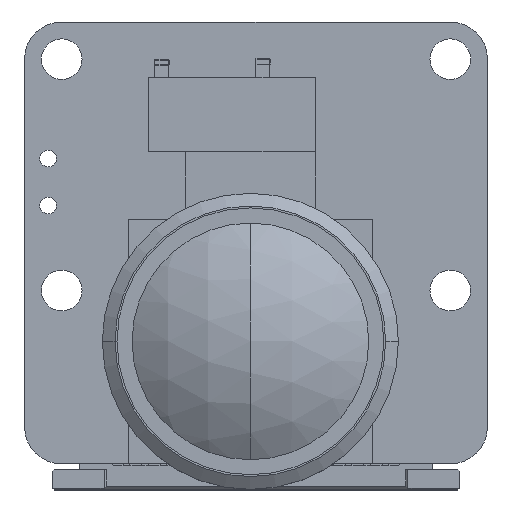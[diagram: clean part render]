
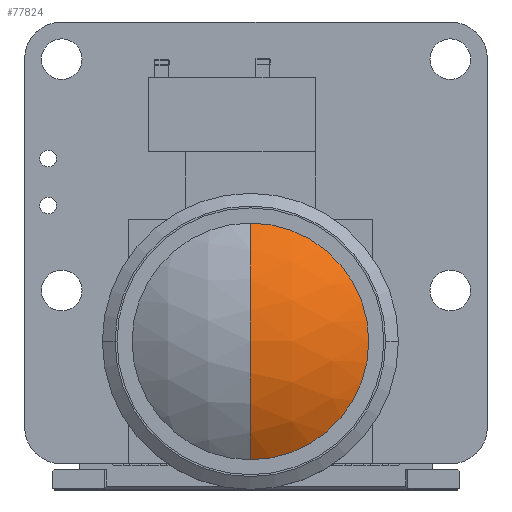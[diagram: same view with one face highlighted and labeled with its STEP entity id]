
A CAD part, top view. The second image highlights one B-rep face of the part: STEP entity #77824.
In plain terms, the highlighted spherical face has radius 10.773 mm.
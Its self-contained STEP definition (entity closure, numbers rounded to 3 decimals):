
#497 = DIRECTION ( 'NONE',  ( -1., 0., 0. ) ) ;
#912 = DIRECTION ( 'NONE',  ( 1., 0., 0. ) ) ;
#3999 = CARTESIAN_POINT ( 'NONE',  ( 12.198, -10.88, 13.493 ) ) ;
#7772 = ORIENTED_EDGE ( 'NONE', *, *, #99346, .T. ) ;
#8509 = AXIS2_PLACEMENT_3D ( 'NONE', #94348, #76998, #31412 ) ;
#8633 = CARTESIAN_POINT ( 'NONE',  ( 12.198, -17.275, 4.824 ) ) ;
#14958 = CARTESIAN_POINT ( 'NONE',  ( 12.198, -23.669, 13.493 ) ) ;
#15541 = ORIENTED_EDGE ( 'NONE', *, *, #91159, .F. ) ;
#17053 = DIRECTION ( 'NONE',  ( 0., -1., 0. ) ) ;
#18211 = FACE_OUTER_BOUND ( 'NONE', #27502, .T. ) ;
#24156 = AXIS2_PLACEMENT_3D ( 'NONE', #27649, #497, #17053 ) ;
#26318 = DIRECTION ( 'NONE',  ( 0., 0., -1. ) ) ;
#27502 = EDGE_LOOP ( 'NONE', ( #50821, #7772, #15541 ) ) ;
#27649 = CARTESIAN_POINT ( 'NONE',  ( 12.198, -17.275, 4.824 ) ) ;
#31412 = DIRECTION ( 'NONE',  ( -1., 0., 0. ) ) ;
#42708 = VERTEX_POINT ( 'NONE', #3999 ) ;
#47210 = AXIS2_PLACEMENT_3D ( 'NONE', #91569, #109942, #71870 ) ;
#50821 = ORIENTED_EDGE ( 'NONE', *, *, #65996, .F. ) ;
#51198 = VERTEX_POINT ( 'NONE', #14958 ) ;
#52976 = CIRCLE ( 'NONE', #91030, 10.773 ) ;
#54250 = SPHERICAL_SURFACE ( 'NONE', #24156, 10.773 ) ;
#65996 = EDGE_CURVE ( 'NONE', #117005, #42708, #115618, .T. ) ;
#71870 = DIRECTION ( 'NONE',  ( 0., -1., 0. ) ) ;
#76998 = DIRECTION ( 'NONE',  ( 0., 0., -1. ) ) ;
#77824 = ADVANCED_FACE ( 'NONE', ( #18211 ), #54250, .T. ) ;
#91030 = AXIS2_PLACEMENT_3D ( 'NONE', #8633, #912, #26318 ) ;
#91159 = EDGE_CURVE ( 'NONE', #42708, #51198, #110680, .T. ) ;
#91569 = CARTESIAN_POINT ( 'NONE',  ( 12.198, -17.275, 4.824 ) ) ;
#94348 = CARTESIAN_POINT ( 'NONE',  ( 12.198, -17.275, 13.493 ) ) ;
#99346 = EDGE_CURVE ( 'NONE', #117005, #51198, #52976, .T. ) ;
#109942 = DIRECTION ( 'NONE',  ( -1., 0., 0. ) ) ;
#110680 = CIRCLE ( 'NONE', #8509, 6.395 ) ;
#115054 = CARTESIAN_POINT ( 'NONE',  ( 12.198, -17.275, 15.596 ) ) ;
#115618 = CIRCLE ( 'NONE', #47210, 10.773 ) ;
#117005 = VERTEX_POINT ( 'NONE', #115054 ) ;
